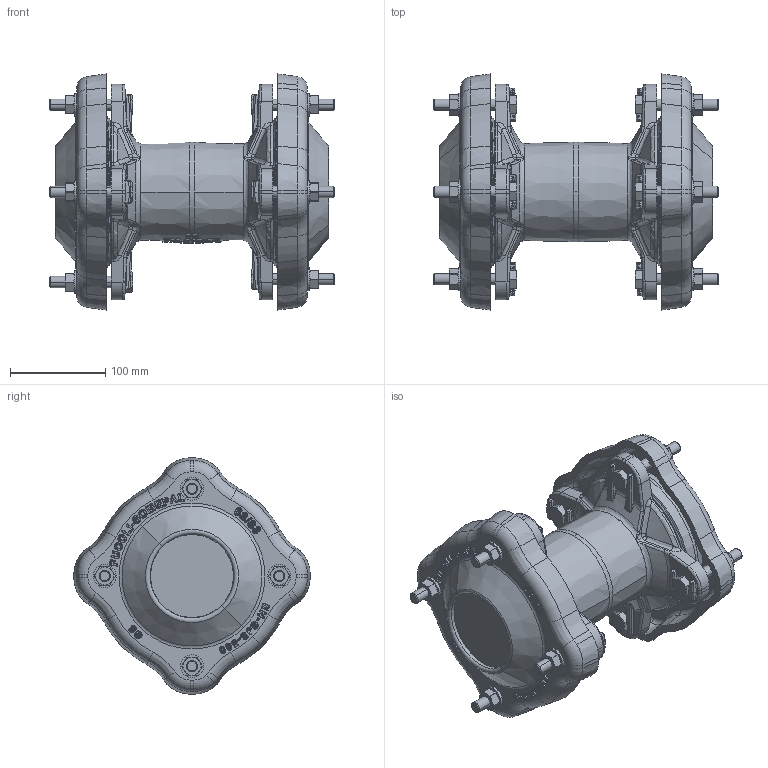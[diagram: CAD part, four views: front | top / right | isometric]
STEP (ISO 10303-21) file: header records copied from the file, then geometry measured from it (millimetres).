
FILE_DESCRIPTION (( 'STEP AP214' ), '1' );
FILE_NAME ('Junta Multimateriais GFIX_MED 63-83.STEP', '2014-09-15T09:31:39', ( '' ), ( '' ), 'SwSTEP 2.0', 'SolidWorks 2014', '' );
FILE_SCHEMA (( 'AUTOMOTIVE_DESIGN' ));
Length unit declared in the file: millimetre
Products named in the file (1): Junta Multimateriais GFIX_MED 63-83
Bounding box: 299.37 x 247.71 x 247.71 mm (x, y, z)
Volume: 4365706.7 mm3; surface area: 390265.1 mm2
Topology: 25 solids, 25 shells, 3730 faces, 9227 edges, 5649 vertices
Faces by surface type: bspline 2320, plane 578, cone 364, cylinder 224, torus 172, sphere 72
Entity records: 294754 total; most frequent: CARTESIAN_POINT 226299, ORIENTED_EDGE 18422, EDGE_CURVE 9211, DIRECTION 6922, B_SPLINE_CURVE_WITH_KNOTS 6511, VERTEX_POINT 5649, EDGE_LOOP 3912, FACE_OUTER_BOUND 3730
